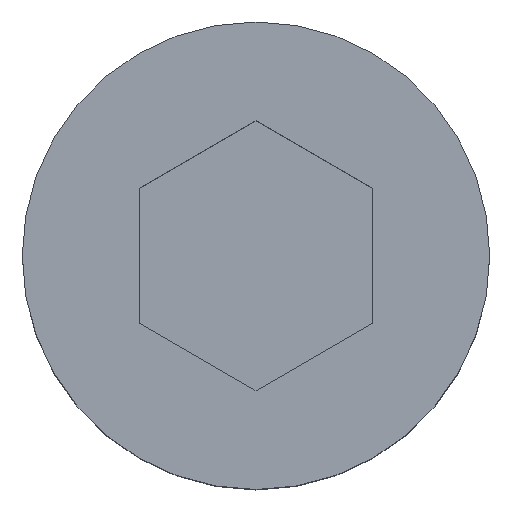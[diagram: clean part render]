
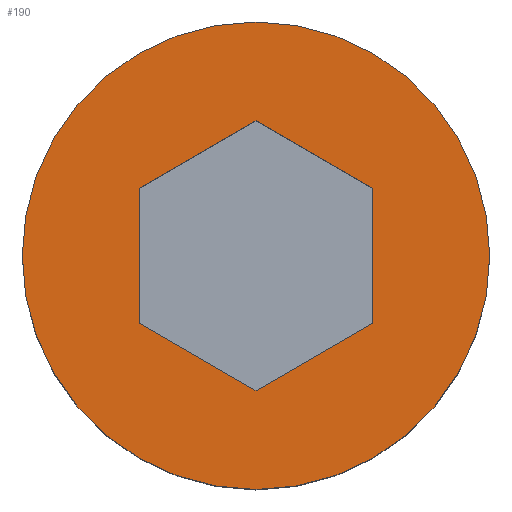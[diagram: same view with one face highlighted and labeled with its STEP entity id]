
A CAD part, top view. The second image highlights one B-rep face of the part: STEP entity #190.
In plain terms, the highlighted planar face has unit normal (0, 0, 1).
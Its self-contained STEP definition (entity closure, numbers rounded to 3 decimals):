
#16=FACE_BOUND('',#44,.T.);
#18=PLANE('',#223);
#30=FACE_OUTER_BOUND('',#43,.T.);
#43=EDGE_LOOP('',(#147));
#44=EDGE_LOOP('',(#148,#149,#150,#151,#152,#153));
#55=LINE('',#303,#75);
#56=LINE('',#305,#76);
#57=LINE('',#307,#77);
#58=LINE('',#309,#78);
#59=LINE('',#311,#79);
#60=LINE('',#312,#80);
#75=VECTOR('',#252,1000.);
#76=VECTOR('',#253,1000.);
#77=VECTOR('',#254,1000.);
#78=VECTOR('',#255,1000.);
#79=VECTOR('',#256,1000.);
#80=VECTOR('',#257,1000.);
#95=CIRCLE('',#220,5.);
#99=VERTEX_POINT('',#294);
#101=VERTEX_POINT('',#301);
#102=VERTEX_POINT('',#302);
#103=VERTEX_POINT('',#304);
#104=VERTEX_POINT('',#306);
#105=VERTEX_POINT('',#308);
#106=VERTEX_POINT('',#310);
#116=EDGE_CURVE('',#99,#99,#95,.T.);
#119=EDGE_CURVE('',#101,#102,#55,.T.);
#120=EDGE_CURVE('',#103,#101,#56,.T.);
#121=EDGE_CURVE('',#104,#103,#57,.T.);
#122=EDGE_CURVE('',#105,#104,#58,.T.);
#123=EDGE_CURVE('',#106,#105,#59,.T.);
#124=EDGE_CURVE('',#102,#106,#60,.T.);
#147=ORIENTED_EDGE('',*,*,#116,.T.);
#148=ORIENTED_EDGE('',*,*,#119,.F.);
#149=ORIENTED_EDGE('',*,*,#120,.F.);
#150=ORIENTED_EDGE('',*,*,#121,.F.);
#151=ORIENTED_EDGE('',*,*,#122,.F.);
#152=ORIENTED_EDGE('',*,*,#123,.F.);
#153=ORIENTED_EDGE('',*,*,#124,.F.);
#190=ADVANCED_FACE('',(#30,#16),#18,.T.);
#220=AXIS2_PLACEMENT_3D('',#295,#243,#244);
#223=AXIS2_PLACEMENT_3D('',#300,#250,#251);
#243=DIRECTION('center_axis',(0.,0.,1.));
#244=DIRECTION('ref_axis',(1.,0.,0.));
#250=DIRECTION('center_axis',(0.,0.,1.));
#251=DIRECTION('ref_axis',(1.,0.,0.));
#252=DIRECTION('',(0.,-1.,0.));
#253=DIRECTION('',(-0.866,-0.5,0.));
#254=DIRECTION('',(-0.866,0.5,0.));
#255=DIRECTION('',(0.,1.,0.));
#256=DIRECTION('',(0.866,0.5,0.));
#257=DIRECTION('',(0.866,-0.5,0.));
#294=CARTESIAN_POINT('',(-5.,0.,0.));
#295=CARTESIAN_POINT('Origin',(0.,0.,0.));
#300=CARTESIAN_POINT('Origin',(0.,0.,0.));
#301=CARTESIAN_POINT('',(-2.5,1.443,0.));
#302=CARTESIAN_POINT('',(-2.5,-1.443,0.));
#303=CARTESIAN_POINT('',(-2.5,-1.443,0.));
#304=CARTESIAN_POINT('',(0.,2.887,0.));
#305=CARTESIAN_POINT('',(-2.5,1.443,0.));
#306=CARTESIAN_POINT('',(2.5,1.443,0.));
#307=CARTESIAN_POINT('',(0.,2.887,0.));
#308=CARTESIAN_POINT('',(2.5,-1.443,0.));
#309=CARTESIAN_POINT('',(2.5,1.443,0.));
#310=CARTESIAN_POINT('',(0.,-2.887,0.));
#311=CARTESIAN_POINT('',(2.5,-1.443,0.));
#312=CARTESIAN_POINT('',(0.,-2.887,0.));
